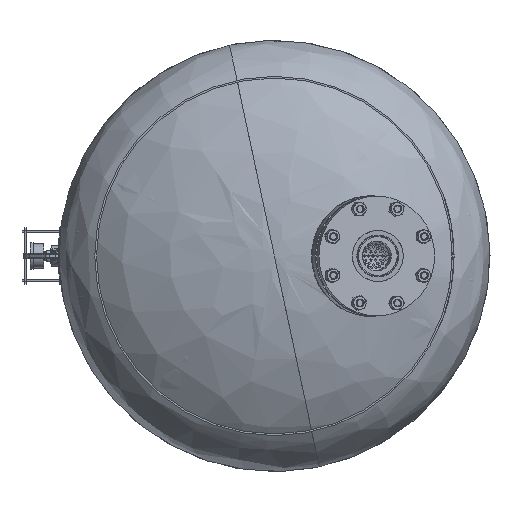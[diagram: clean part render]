
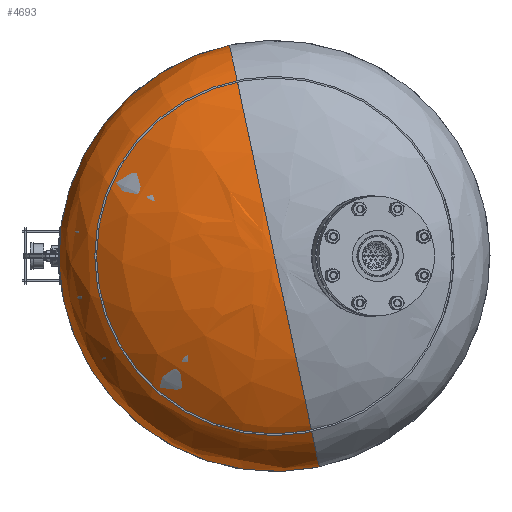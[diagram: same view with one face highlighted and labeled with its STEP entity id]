
A CAD part, front view. The second image highlights one B-rep face of the part: STEP entity #4693.
In plain terms, the highlighted free-form (B-spline) face has degree [3, 3] with [4, 4] control points.
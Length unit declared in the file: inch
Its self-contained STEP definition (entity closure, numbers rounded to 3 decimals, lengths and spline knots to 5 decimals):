
#507 = ORIENTED_EDGE ( 'NONE', *, *, #12583, .F. ) ;
#1592 = AXIS2_PLACEMENT_3D ( 'NONE', #13718, #5687, #17988 ) ;
#2715 = CARTESIAN_POINT ( 'NONE',  ( -18., 0.822, 0. ) ) ;
#2730 = CARTESIAN_POINT ( 'NONE',  ( -10.54416, 9.91, -21.08831 ) ) ;
#4020 =( BOUNDED_SURFACE ( )  B_SPLINE_SURFACE ( 3, 3, ( 
 ( #11020, #10053, #37472, #45258 ),
 ( #22096, #2730, #25384, #10298 ),
 ( #18090, #26380, #37724, #21848 ),
 ( #18587, #17834, #18343, #40751 ) ),
 .UNSPECIFIED., .F., .F., .F. ) 
 B_SPLINE_SURFACE_WITH_KNOTS ( ( 4, 4 ),
 ( 4, 4 ),
 ( 0., 1. ),
 ( 0., 1. ),
 .UNSPECIFIED. ) 
 GEOMETRIC_REPRESENTATION_ITEM ( )  RATIONAL_B_SPLINE_SURFACE ( (
 ( 1., 0.333, 0.333, 1.),
 ( 0.805, 0.268, 0.268, 0.805),
 ( 0.805, 0.268, 0.268, 0.805),
 ( 1., 0.333, 0.333, 1.) ) ) 
 REPRESENTATION_ITEM ( '' )  SURFACE ( )  );
#4618 =( BOUNDED_CURVE ( )  B_SPLINE_CURVE ( 3, ( #40866, #13685, #37096, #43896 ),
 .UNSPECIFIED., .F., .T. ) 
 B_SPLINE_CURVE_WITH_KNOTS ( ( 4, 4 ),
 ( 4.71239, 6.28319 ),
 .UNSPECIFIED. ) 
 CURVE ( )  GEOMETRIC_REPRESENTATION_ITEM ( )  RATIONAL_B_SPLINE_CURVE ( ( 1., 0.805, 0.805, 1. ) ) 
 REPRESENTATION_ITEM ( '' )  );
#4693 = ADVANCED_FACE ( 'NONE', ( #37958 ), #4020, .F. ) ;
#5687 = DIRECTION ( 'NONE',  ( 0., -1., 0. ) ) ;
#10053 = CARTESIAN_POINT ( 'NONE',  ( 0., 9.91, 0. ) ) ;
#10298 = CARTESIAN_POINT ( 'NONE',  ( 10.54416, 9.91, 0. ) ) ;
#11020 = CARTESIAN_POINT ( 'NONE',  ( 0., 9.91, 0. ) ) ;
#12583 = EDGE_CURVE ( 'NONE', #32727, #47063, #40651, .T. ) ;
#13183 = DIRECTION ( 'NONE',  ( 0., 0., -1. ) ) ;
#13685 = CARTESIAN_POINT ( 'NONE',  ( 10.54416, 9.91, 0. ) ) ;
#13718 = CARTESIAN_POINT ( 'NONE',  ( 0., 0.822, 0. ) ) ;
#13850 = CARTESIAN_POINT ( 'NONE',  ( 0., 9.91, 0. ) ) ;
#16501 = CARTESIAN_POINT ( 'NONE',  ( -10.54416, 9.91, 0. ) ) ;
#17102 = ORIENTED_EDGE ( 'NONE', *, *, #34525, .F. ) ;
#17834 = CARTESIAN_POINT ( 'NONE',  ( -18., 0.822, -36. ) ) ;
#17988 = DIRECTION ( 'NONE',  ( 0., 0., -1. ) ) ;
#18090 = CARTESIAN_POINT ( 'NONE',  ( -18., 6.14563, 0. ) ) ;
#18343 = CARTESIAN_POINT ( 'NONE',  ( 18., 0.822, -36. ) ) ;
#18587 = CARTESIAN_POINT ( 'NONE',  ( -18., 0.822, 0. ) ) ;
#21848 = CARTESIAN_POINT ( 'NONE',  ( 18., 6.14563, 0. ) ) ;
#22096 = CARTESIAN_POINT ( 'NONE',  ( -10.54416, 9.91, 0. ) ) ;
#23001 = AXIS2_PLACEMENT_3D ( 'NONE', #32335, #27801, #13183 ) ;
#23801 = CIRCLE ( 'NONE', #23001, 18. ) ;
#24057 = CARTESIAN_POINT ( 'NONE',  ( 0., 9.91, 0. ) ) ;
#25384 = CARTESIAN_POINT ( 'NONE',  ( 10.54416, 9.91, -21.08831 ) ) ;
#26332 = EDGE_CURVE ( 'NONE', #44040, #27016, #36180, .T. ) ;
#26380 = CARTESIAN_POINT ( 'NONE',  ( -18., 6.14563, -36. ) ) ;
#27016 = VERTEX_POINT ( 'NONE', #32049 ) ;
#27801 = DIRECTION ( 'NONE',  ( 0., -1., 0. ) ) ;
#28595 = EDGE_LOOP ( 'NONE', ( #507, #37790, #47142, #17102 ) ) ;
#30984 = CARTESIAN_POINT ( 'NONE',  ( 0., 0.822, -18. ) ) ;
#32049 = CARTESIAN_POINT ( 'NONE',  ( 18., 0.822, 0. ) ) ;
#32335 = CARTESIAN_POINT ( 'NONE',  ( 0., 0.822, 0. ) ) ;
#32727 = VERTEX_POINT ( 'NONE', #13850 ) ;
#33337 = EDGE_CURVE ( 'NONE', #32727, #27016, #4618, .T. ) ;
#34525 = EDGE_CURVE ( 'NONE', #47063, #44040, #23801, .T. ) ;
#36180 = CIRCLE ( 'NONE', #1592, 18. ) ;
#37096 = CARTESIAN_POINT ( 'NONE',  ( 18., 6.14563, 0. ) ) ;
#37472 = CARTESIAN_POINT ( 'NONE',  ( 0., 9.91, 0. ) ) ;
#37724 = CARTESIAN_POINT ( 'NONE',  ( 18., 6.14563, -36. ) ) ;
#37790 = ORIENTED_EDGE ( 'NONE', *, *, #33337, .T. ) ;
#37958 = FACE_OUTER_BOUND ( 'NONE', #28595, .T. ) ;
#39438 = CARTESIAN_POINT ( 'NONE',  ( -18., 0.822, 0. ) ) ;
#39677 = CARTESIAN_POINT ( 'NONE',  ( -18., 6.14563, 0. ) ) ;
#40651 =( BOUNDED_CURVE ( )  B_SPLINE_CURVE ( 3, ( #24057, #16501, #39677, #39438 ),
 .UNSPECIFIED., .F., .F. ) 
 B_SPLINE_CURVE_WITH_KNOTS ( ( 4, 4 ),
 ( 4.71239, 6.28319 ),
 .UNSPECIFIED. ) 
 CURVE ( )  GEOMETRIC_REPRESENTATION_ITEM ( )  RATIONAL_B_SPLINE_CURVE ( ( 1., 0.805, 0.805, 1. ) ) 
 REPRESENTATION_ITEM ( '' )  );
#40751 = CARTESIAN_POINT ( 'NONE',  ( 18., 0.822, 0. ) ) ;
#40866 = CARTESIAN_POINT ( 'NONE',  ( 0., 9.91, 0. ) ) ;
#43896 = CARTESIAN_POINT ( 'NONE',  ( 18., 0.822, 0. ) ) ;
#44040 = VERTEX_POINT ( 'NONE', #30984 ) ;
#45258 = CARTESIAN_POINT ( 'NONE',  ( 0., 9.91, 0. ) ) ;
#47063 = VERTEX_POINT ( 'NONE', #2715 ) ;
#47142 = ORIENTED_EDGE ( 'NONE', *, *, #26332, .F. ) ;
